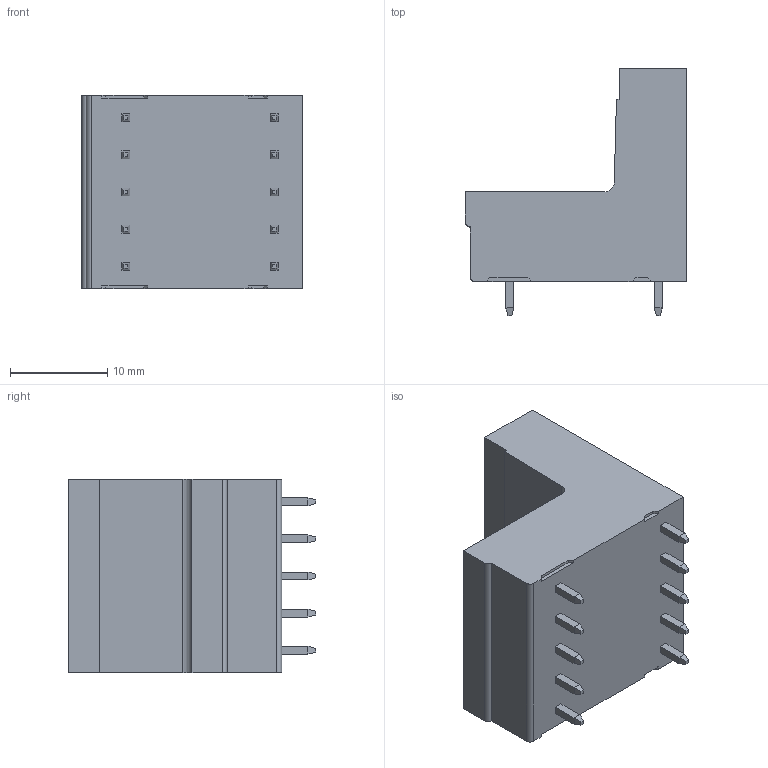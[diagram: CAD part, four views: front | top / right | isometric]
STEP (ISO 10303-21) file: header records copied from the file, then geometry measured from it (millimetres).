
FILE_DESCRIPTION((''),'2;1');
FILE_NAME('TLPHDC-105V-1','2024-09-19T09:31:34',('sheji109'),(''),'CREO PARAMETRIC BY PTC INC, 2018100','CREO PARAMETRIC BY PTC INC, 2018100','');
FILE_SCHEMA(('CONFIG_CONTROL_DESIGN'));
Length unit declared in the file: millimetre
Products named in the file (1): TLPHDC-105V-1
Bounding box: 22.7 x 25.4 x 19.84 mm (x, y, z)
Volume: 4662.4 mm3; surface area: 5050.4 mm2
Topology: 1 solids, 5 shells, 698 faces, 1805 edges, 1153 vertices
Faces by surface type: plane 635, cylinder 48, cone 10, sphere 5
Entity records: 20876 total; most frequent: CARTESIAN_POINT 3827, ORIENTED_EDGE 3600, DIRECTION 3292, EDGE_CURVE 1800, VECTOR 1620, LINE 1620, VERTEX_POINT 1153, AXIS2_PLACEMENT_3D 836
